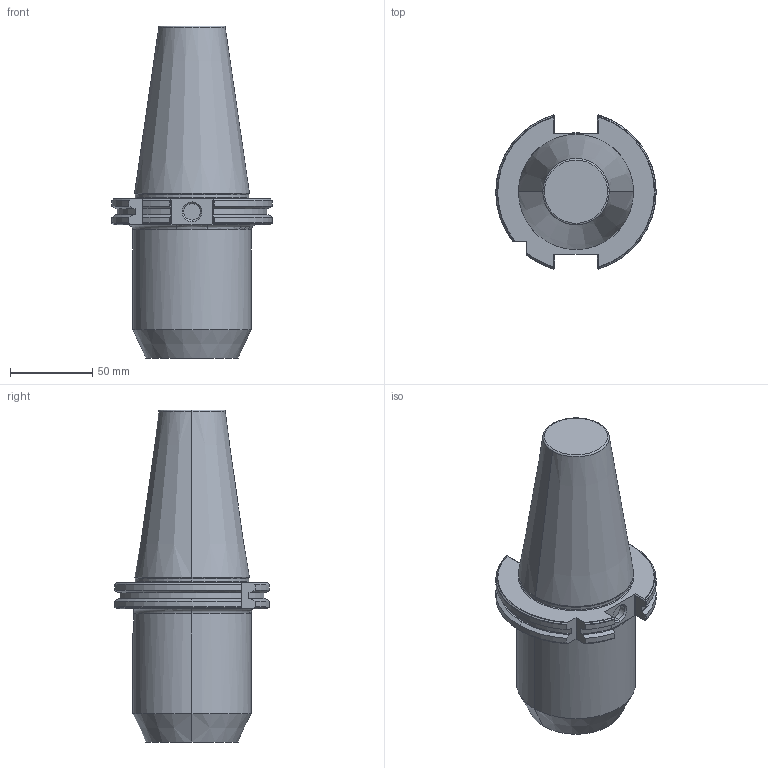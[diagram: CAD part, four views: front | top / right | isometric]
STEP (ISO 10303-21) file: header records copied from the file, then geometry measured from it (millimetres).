
FILE_DESCRIPTION (( 'STEP AP203' ), '1' );
FILE_NAME ('SK50 wn.STEP', '2018-06-05T09:06:13', ( '' ), ( '' ), 'SwSTEP 2.0', 'SolidWorks 2014', '' );
FILE_SCHEMA (( 'CONFIG_CONTROL_DESIGN' ));
Length unit declared in the file: millimetre
Products named in the file (1): SK50 wn
Bounding box: 97.5 x 93.75 x 201.75 mm (x, y, z)
Volume: 679394.4 mm3; surface area: 52207.5 mm2
Topology: 1 solids, 1 shells, 107 faces, 289 edges, 186 vertices
Faces by surface type: plane 36, cone 24, torus 23, cylinder 23, bspline 1
Entity records: 3648 total; most frequent: CARTESIAN_POINT 959, ORIENTED_EDGE 578, DIRECTION 525, EDGE_CURVE 289, AXIS2_PLACEMENT_3D 207, VERTEX_POINT 186, VECTOR 111, LINE 111
